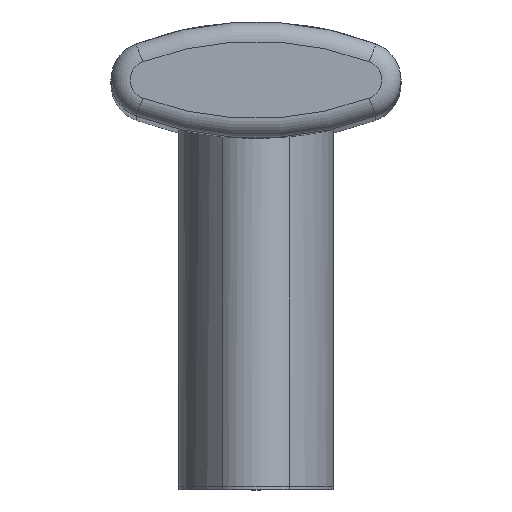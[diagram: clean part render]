
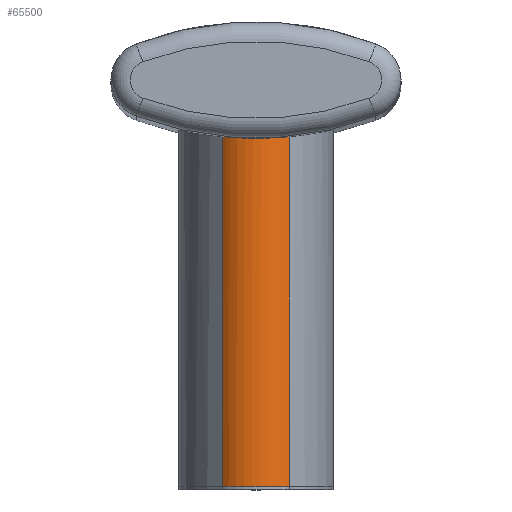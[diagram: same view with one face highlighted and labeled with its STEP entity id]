
A CAD part, top view. The second image highlights one B-rep face of the part: STEP entity #65500.
In plain terms, the highlighted cylindrical face has radius 2.5 mm (diameter 5 mm), a partial arc.
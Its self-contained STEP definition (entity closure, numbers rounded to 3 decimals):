
#4770=CARTESIAN_POINT('',(0.,35.625,-16.));
#4780=DIRECTION('',(0.,0.,1.));
#4790=DIRECTION('',(1.,0.,0.));
#4800=AXIS2_PLACEMENT_3D('',#4770,#4780,#4790);
#4810=CYLINDRICAL_SURFACE('',#4800,17.625);
#5920=CARTESIAN_POINT('',(-1.724,18.085,
53.31));
#5930=VERTEX_POINT('',#5920);
#8040=CARTESIAN_POINT('',(1.724,18.085,
53.31));
#8050=VERTEX_POINT('',#8040);
#8080=CARTESIAN_POINT('',(0.,0.,51.5));
#8090=DIRECTION('',(0.,-1.,0.));
#8100=DIRECTION('',(1.,0.,0.));
#8110=AXIS2_PLACEMENT_3D('',#8080,#8090,#8100);
#8120=CYLINDRICAL_SURFACE('',#8110,2.5);
#8130=CARTESIAN_POINT('',(1.724,18.085,
53.31));
#8140=CARTESIAN_POINT('',(1.695,18.082,
53.338));
#8150=CARTESIAN_POINT('',(1.666,18.079,
53.364));
#8160=CARTESIAN_POINT('',(1.636,18.076,
53.39));
#8170=CARTESIAN_POINT('',(1.606,18.073,
53.416));
#8180=CARTESIAN_POINT('',(1.576,18.071,
53.441));
#8190=CARTESIAN_POINT('',(1.545,18.068,
53.466));
#8200=CARTESIAN_POINT('',(1.513,18.065,
53.49));
#8210=CARTESIAN_POINT('',(1.482,18.062,
53.514));
#8220=CARTESIAN_POINT('',(1.45,18.06,
53.537));
#8230=CARTESIAN_POINT('',(1.417,18.057,
53.56));
#8240=CARTESIAN_POINT('',(1.384,18.054,
53.582));
#8250=CARTESIAN_POINT('',(1.351,18.052,
53.604));
#8260=CARTESIAN_POINT('',(1.318,18.049,
53.625));
#8270=CARTESIAN_POINT('',(1.284,18.047,
53.646));
#8280=CARTESIAN_POINT('',(1.249,18.044,
53.666));
#8290=CARTESIAN_POINT('',(1.215,18.042,
53.685));
#8300=CARTESIAN_POINT('',(1.18,18.039,
53.704));
#8310=CARTESIAN_POINT('',(1.144,18.037,
53.723));
#8320=CARTESIAN_POINT('',(1.109,18.035,
53.741));
#8330=CARTESIAN_POINT('',(1.073,18.033,
53.758));
#8340=CARTESIAN_POINT('',(1.037,18.031,
53.775));
#8350=CARTESIAN_POINT('',(1.001,18.028,
53.791));
#8360=CARTESIAN_POINT('',(0.965,18.026,
53.807));
#8370=CARTESIAN_POINT('',(0.928,18.024,
53.821));
#8380=CARTESIAN_POINT('',(0.891,18.023,
53.836));
#8390=CARTESIAN_POINT('',(0.854,18.021,
53.85));
#8400=CARTESIAN_POINT('',(0.817,18.019,
53.863));
#8410=CARTESIAN_POINT('',(0.779,18.017,
53.876));
#8420=CARTESIAN_POINT('',(0.741,18.016,
53.888));
#8430=CARTESIAN_POINT('',(0.703,18.014,
53.899));
#8440=CARTESIAN_POINT('',(0.665,18.013,
53.91));
#8450=CARTESIAN_POINT('',(0.627,18.011,
53.92));
#8460=CARTESIAN_POINT('',(0.588,18.01,
53.93));
#8470=CARTESIAN_POINT('',(0.55,18.009,
53.939));
#8480=CARTESIAN_POINT('',(0.511,18.007,
53.948));
#8490=CARTESIAN_POINT('',(0.472,18.006,
53.955));
#8500=CARTESIAN_POINT('',(0.394,18.004,
53.97));
#8510=CARTESIAN_POINT('',(0.316,18.003,
53.981));
#8520=CARTESIAN_POINT('',(0.237,18.002,
53.989));
#8530=CARTESIAN_POINT('',(0.158,18.001,
53.996));
#8540=CARTESIAN_POINT('',(0.079,18.,54.));
#8550=CARTESIAN_POINT('',(0.,18.,54.));
#8560=CARTESIAN_POINT('',(-0.079,18.,54.));
#8570=CARTESIAN_POINT('',(-0.158,18.001,
53.996));
#8580=CARTESIAN_POINT('',(-0.237,18.002,
53.989));
#8590=CARTESIAN_POINT('',(-0.316,18.003,
53.981));
#8600=CARTESIAN_POINT('',(-0.394,18.004,
53.97));
#8610=CARTESIAN_POINT('',(-0.472,18.006,
53.955));
#8620=CARTESIAN_POINT('',(-0.511,18.007,
53.948));
#8630=CARTESIAN_POINT('',(-0.55,18.009,
53.939));
#8640=CARTESIAN_POINT('',(-0.588,18.01,
53.93));
#8650=CARTESIAN_POINT('',(-0.627,18.011,
53.92));
#8660=CARTESIAN_POINT('',(-0.665,18.013,
53.91));
#8670=CARTESIAN_POINT('',(-0.703,18.014,
53.899));
#8680=CARTESIAN_POINT('',(-0.741,18.016,
53.888));
#8690=CARTESIAN_POINT('',(-0.779,18.017,
53.876));
#8700=CARTESIAN_POINT('',(-0.817,18.019,
53.863));
#8710=CARTESIAN_POINT('',(-0.854,18.021,
53.85));
#8720=CARTESIAN_POINT('',(-0.891,18.023,
53.836));
#8730=CARTESIAN_POINT('',(-0.928,18.024,
53.821));
#8740=CARTESIAN_POINT('',(-0.965,18.026,
53.807));
#8750=CARTESIAN_POINT('',(-1.001,18.028,
53.791));
#8760=CARTESIAN_POINT('',(-1.037,18.031,
53.775));
#8770=CARTESIAN_POINT('',(-1.073,18.033,
53.758));
#8780=CARTESIAN_POINT('',(-1.109,18.035,
53.741));
#8790=CARTESIAN_POINT('',(-1.144,18.037,
53.723));
#8800=CARTESIAN_POINT('',(-1.18,18.039,
53.704));
#8810=CARTESIAN_POINT('',(-1.215,18.042,
53.685));
#8820=CARTESIAN_POINT('',(-1.249,18.044,
53.666));
#8830=CARTESIAN_POINT('',(-1.284,18.047,
53.646));
#8840=CARTESIAN_POINT('',(-1.318,18.049,
53.625));
#8850=CARTESIAN_POINT('',(-1.351,18.052,
53.604));
#8860=CARTESIAN_POINT('',(-1.384,18.054,
53.582));
#8870=CARTESIAN_POINT('',(-1.417,18.057,
53.56));
#8880=CARTESIAN_POINT('',(-1.45,18.06,
53.537));
#8890=CARTESIAN_POINT('',(-1.482,18.062,
53.514));
#8900=CARTESIAN_POINT('',(-1.513,18.065,
53.49));
#8910=CARTESIAN_POINT('',(-1.545,18.068,
53.466));
#8920=CARTESIAN_POINT('',(-1.576,18.071,
53.441));
#8930=CARTESIAN_POINT('',(-1.606,18.073,
53.416));
#8940=CARTESIAN_POINT('',(-1.636,18.076,
53.39));
#8950=CARTESIAN_POINT('',(-1.666,18.079,
53.364));
#8960=CARTESIAN_POINT('',(-1.695,18.082,
53.338));
#8970=CARTESIAN_POINT('',(-1.724,18.085,
53.31));
#8980=B_SPLINE_CURVE_WITH_KNOTS('',3,(#8130,#8140,#8150,#8160,#8170,
#8180,#8190,#8200,#8210,#8220,#8230,#8240,#8250,#8260,#8270,#8280,#8290,
#8300,#8310,#8320,#8330,#8340,#8350,#8360,#8370,#8380,#8390,#8400,#8410,
#8420,#8430,#8440,#8450,#8460,#8470,#8480,#8490,#8500,#8510,#8520,#8530,
#8540,#8550,#8560,#8570,#8580,#8590,#8600,#8610,#8620,#8630,#8640,#8650,
#8660,#8670,#8680,#8690,#8700,#8710,#8720,#8730,#8740,#8750,#8760,#8770,
#8780,#8790,#8800,#8810,#8820,#8830,#8840,#8850,#8860,#8870,#8880,#8890,
#8900,#8910,#8920,#8930,#8940,#8950,#8960,#8970),.UNSPECIFIED.,.F.,.F.,(
4,3,3,3,3,3,3,3,3,3,3,3,3,3,3,3,3,3,3,3,3,3,3,3,3,3,3,3,4),(0.,
0.119,0.238,0.357,0.476,
0.596,0.715,0.835,0.954,
1.073,1.192,1.311,1.43,
1.667,1.905,2.142,2.38,
2.499,2.618,2.737,2.856,
2.975,3.094,3.214,3.333,
3.453,3.571,3.69,3.81),
.UNSPECIFIED.);
#8990=SURFACE_CURVE('',#8980,(#4810,#8120),.CURVE_3D.);
#9000=EDGE_CURVE('',#8050,#5930,#8990,.T.);
#64710=CARTESIAN_POINT('',(1.724,0.,53.31));
#64720=VERTEX_POINT('',#64710);
#64890=CARTESIAN_POINT('',(-1.724,0.,53.31));
#64900=VERTEX_POINT('',#64890);
#64930=CARTESIAN_POINT('',(0.,0.,51.5));
#64940=DIRECTION('',(0.,-1.,0.));
#64950=DIRECTION('',(1.,0.,0.));
#64960=AXIS2_PLACEMENT_3D('',#64930,#64940,#64950);
#64970=CIRCLE('',#64960,2.5);
#64980=EDGE_CURVE('',#64720,#64900,#64970,.T.);
#65030=CARTESIAN_POINT('',(-1.724,0.,53.31));
#65040=DIRECTION('',(0.,1.,0.));
#65050=VECTOR('',#65040,1.);
#65060=LINE('',#65030,#65050);
#65070=EDGE_CURVE('',#64900,#5930,#65060,.T.);
#65340=CARTESIAN_POINT('',(1.724,0.,53.31));
#65350=DIRECTION('',(0.,1.,0.));
#65360=VECTOR('',#65350,1.);
#65370=LINE('',#65340,#65360);
#65380=EDGE_CURVE('',#64720,#8050,#65370,.T.);
#65440=ORIENTED_EDGE('',*,*,#65380,.T.);
#65450=ORIENTED_EDGE('',*,*,#64980,.F.);
#65460=ORIENTED_EDGE('',*,*,#65070,.F.);
#65470=ORIENTED_EDGE('',*,*,#9000,.T.);
#65480=EDGE_LOOP('',(#65470,#65460,#65450,#65440));
#65490=FACE_OUTER_BOUND('',#65480,.T.);
#65500=ADVANCED_FACE('',(#65490),#8120,.T.);
